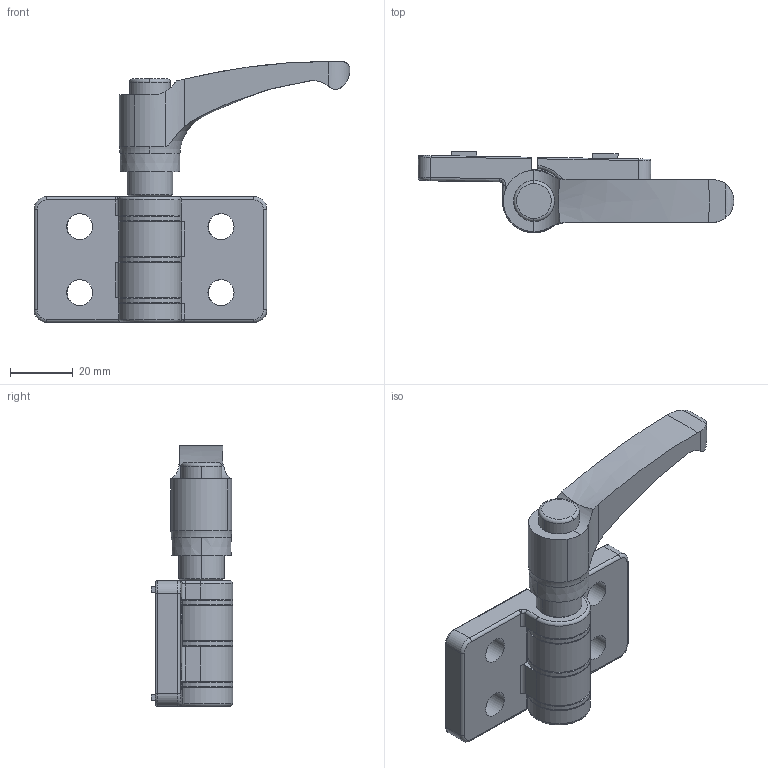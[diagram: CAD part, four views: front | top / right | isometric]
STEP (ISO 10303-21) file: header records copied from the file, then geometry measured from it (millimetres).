
FILE_DESCRIPTION(/* description */ (''),/* implementation_level */ '2;1');
FILE_NAME(/* name */ '11237_KriTec_Scharnier_8_40_Zn_vertikal_mit_Handhebel.stp',/* time_stamp */ '2014-10-01T13:55:35+02:00',/* author */ ('kostic'),/* organization */ (''),/* preprocessor_version */ 'ST-DEVELOPER v15.2',/* originating_system */ 'Autodesk Inventor 2014',/* authorisation */ '');
FILE_SCHEMA (('AUTOMOTIVE_DESIGN { 1 0 10303 214 3 1 1 }'));
Length unit declared in the file: millimetre
Products named in the file (4): Klemmhebel; Scheibe; Scharnierschenkel 8 40 Zn vertikal; 11237_KriTec_Scharnier_8_40_Zn_vertikal_mit_Handhebel
Bounding box: 100.51 x 25.93 x 83 mm (x, y, z)
Volume: 44992.7 mm3; surface area: 20616.2 mm2
Topology: 6 solids, 6 shells, 212 faces, 517 edges, 329 vertices
Faces by surface type: plane 90, cylinder 75, torus 37, cone 6, bspline 4
Full cylindrical faces by diameter (mm): 8 x4, 8.3 x4, 8.5 x3, 20 x3
Entity records: 4038 total; most frequent: CARTESIAN_POINT 985, DIRECTION 650, ORIENTED_EDGE 586, EDGE_CURVE 293, AXIS2_PLACEMENT_3D 255, VERTEX_POINT 192, EDGE_LOOP 147, LINE 140
